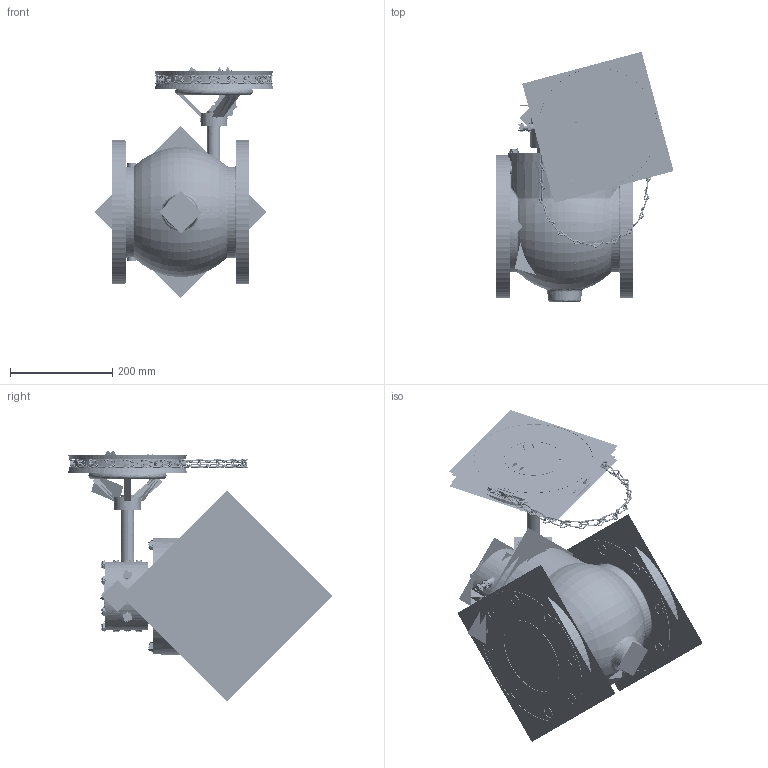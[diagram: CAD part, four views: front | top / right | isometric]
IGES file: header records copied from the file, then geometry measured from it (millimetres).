
Start section:  PTC IGES file: plug_flxfl-6in-chainwheel_asm.igs
Global section: file name: plug_flxfl-6in-chainwheel_asm.igs; native system: Creo Parametric by Parametric Technology Corporation; preprocessor: 2013050; author: HAPPY; organization: Unknown; date: 20170128.153945; units: inch
Bounding box: 380.85 x 547.06 x 489.53 mm (x, y, z)
Volume: 9462279.8 mm3; surface area: 6608557.1 mm2
Topology: 97 solids, 97 shells, 5022 faces, 24541 edges, 30985 vertices
Faces by surface type: revolution 2962, bspline 1954, extrusion 106
